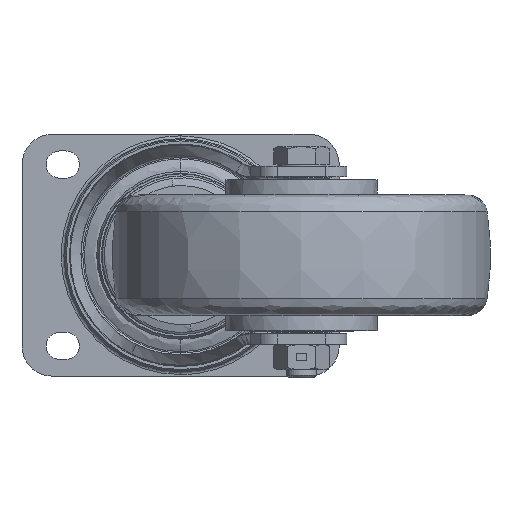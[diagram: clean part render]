
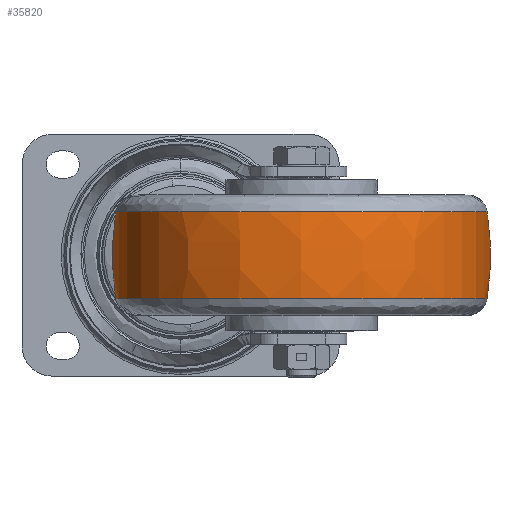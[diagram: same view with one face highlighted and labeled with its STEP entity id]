
A CAD part, front view. The second image highlights one B-rep face of the part: STEP entity #35820.
In plain terms, the highlighted free-form (B-spline) face has degree [3, 3] with [4, 4] control points.
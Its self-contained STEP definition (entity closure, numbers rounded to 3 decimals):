
#873 = CIRCLE ( 'NONE', #5540, 100. ) ;
#1811 = CARTESIAN_POINT ( 'NONE',  ( -22.847, -218.194, 4.812 ) ) ;
#3104 = CARTESIAN_POINT ( 'NONE',  ( 101.467, -92.5, -14.337 ) ) ;
#3480 = DIRECTION ( 'NONE',  ( 0., -1., 0. ) ) ;
#4385 = CARTESIAN_POINT ( 'NONE',  ( 101.467, -92.5, -14.337 ) ) ;
#4627 = CARTESIAN_POINT ( 'NONE',  ( 101.467, -92.5, 14.337 ) ) ;
#5540 = AXIS2_PLACEMENT_3D ( 'NONE', #28085, #11164, #30918 ) ;
#6400 = CARTESIAN_POINT ( 'NONE',  ( 101.467, -92.5, 14.337 ) ) ;
#7234 = ORIENTED_EDGE ( 'NONE', *, *, #18528, .F. ) ;
#7335 = ORIENTED_EDGE ( 'NONE', *, *, #9486, .T. ) ;
#7349 = CARTESIAN_POINT ( 'NONE',  ( 101.467, -215.434, -14.337 ) ) ;
#7459 = CARTESIAN_POINT ( 'NONE',  ( -21.467, -215.434, 14.337 ) ) ;
#9486 = EDGE_CURVE ( 'NONE', #33645, #35513, #21811, .T. ) ;
#9924 = CIRCLE ( 'NONE', #22611, 61.467 ) ;
#10162 = CARTESIAN_POINT ( 'NONE',  ( -21.467, -92.5, -14.337 ) ) ;
#11164 = DIRECTION ( 'NONE',  ( 0., 1., 0. ) ) ;
#11310 = CARTESIAN_POINT ( 'NONE',  ( 40., -92.5, 14.337 ) ) ;
#12991 = CARTESIAN_POINT ( 'NONE',  ( 102.847, -218.194, -4.812 ) ) ;
#13030 = CIRCLE ( 'NONE', #29422, 100. ) ;
#13622 = CARTESIAN_POINT ( 'NONE',  ( -21.467, -92.5, 14.337 ) ) ;
#14150 = DIRECTION ( 'NONE',  ( -1., 0., 0. ) ) ;
#15796 = CARTESIAN_POINT ( 'NONE',  ( -22.847, -92.5, -4.812 ) ) ;
#16416 = DIRECTION ( 'NONE',  ( 0., 0., 1. ) ) ;
#18528 = EDGE_CURVE ( 'NONE', #33645, #24719, #873, .T. ) ;
#18596 = CARTESIAN_POINT ( 'NONE',  ( 102.847, -218.194, 4.812 ) ) ;
#20295 = CARTESIAN_POINT ( 'NONE',  ( 2.5, -92.5, 0. ) ) ;
#21098 =( BOUNDED_SURFACE ( )  B_SPLINE_SURFACE ( 3, 3, ( 
 ( #4385, #7349, #27012, #10162 ),
 ( #29879, #12991, #32729, #15796 ),
 ( #35585, #18596, #1811, #21462 ),
 ( #4627, #24302, #7459, #27158 ) ),
 .UNSPECIFIED., .F., .F., .F. ) 
 B_SPLINE_SURFACE_WITH_KNOTS ( ( 4, 4 ),
 ( 4, 4 ),
 ( 0., 1. ),
 ( 0., 1. ),
 .UNSPECIFIED. ) 
 GEOMETRIC_REPRESENTATION_ITEM ( )  RATIONAL_B_SPLINE_SURFACE ( (
 ( 1., 0.333, 0.333, 1.),
 ( 0.993, 0.331, 0.331, 0.993),
 ( 0.993, 0.331, 0.331, 0.993),
 ( 1., 0.333, 0.333, 1.) ) ) 
 REPRESENTATION_ITEM ( '' )  SURFACE ( )  );
#21462 = CARTESIAN_POINT ( 'NONE',  ( -22.847, -92.5, 4.812 ) ) ;
#21811 = CIRCLE ( 'NONE', #23015, 61.467 ) ;
#22611 = AXIS2_PLACEMENT_3D ( 'NONE', #11310, #31055, #14150 ) ;
#22965 = CARTESIAN_POINT ( 'NONE',  ( -21.467, -92.5, -14.337 ) ) ;
#23015 = AXIS2_PLACEMENT_3D ( 'NONE', #33354, #16416, #36208 ) ;
#23119 = DIRECTION ( 'NONE',  ( 1., 0., 0. ) ) ;
#24302 = CARTESIAN_POINT ( 'NONE',  ( 101.467, -215.434, 14.337 ) ) ;
#24719 = VERTEX_POINT ( 'NONE', #13622 ) ;
#25176 = EDGE_LOOP ( 'NONE', ( #7335, #32815, #34967, #7234 ) ) ;
#26167 = EDGE_CURVE ( 'NONE', #35513, #27743, #13030, .T. ) ;
#27012 = CARTESIAN_POINT ( 'NONE',  ( -21.467, -215.434, -14.337 ) ) ;
#27158 = CARTESIAN_POINT ( 'NONE',  ( -21.467, -92.5, 14.337 ) ) ;
#27743 = VERTEX_POINT ( 'NONE', #6400 ) ;
#28085 = CARTESIAN_POINT ( 'NONE',  ( 77.5, -92.5, 0. ) ) ;
#29422 = AXIS2_PLACEMENT_3D ( 'NONE', #20295, #3480, #23119 ) ;
#29879 = CARTESIAN_POINT ( 'NONE',  ( 102.847, -92.5, -4.812 ) ) ;
#30918 = DIRECTION ( 'NONE',  ( -1., 0., 0. ) ) ;
#31055 = DIRECTION ( 'NONE',  ( 0., 0., -1. ) ) ;
#31245 = EDGE_CURVE ( 'NONE', #27743, #24719, #9924, .T. ) ;
#32122 = FACE_OUTER_BOUND ( 'NONE', #25176, .T. ) ;
#32729 = CARTESIAN_POINT ( 'NONE',  ( -22.847, -218.194, -4.812 ) ) ;
#32815 = ORIENTED_EDGE ( 'NONE', *, *, #26167, .T. ) ;
#33354 = CARTESIAN_POINT ( 'NONE',  ( 40., -92.5, -14.337 ) ) ;
#33645 = VERTEX_POINT ( 'NONE', #22965 ) ;
#34967 = ORIENTED_EDGE ( 'NONE', *, *, #31245, .T. ) ;
#35513 = VERTEX_POINT ( 'NONE', #3104 ) ;
#35585 = CARTESIAN_POINT ( 'NONE',  ( 102.847, -92.5, 4.812 ) ) ;
#35820 = ADVANCED_FACE ( 'NONE', ( #32122 ), #21098, .T. ) ;
#36208 = DIRECTION ( 'NONE',  ( -1., 0., 0. ) ) ;
